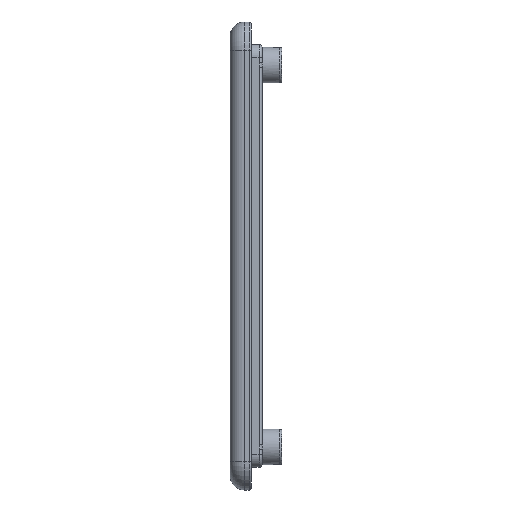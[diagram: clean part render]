
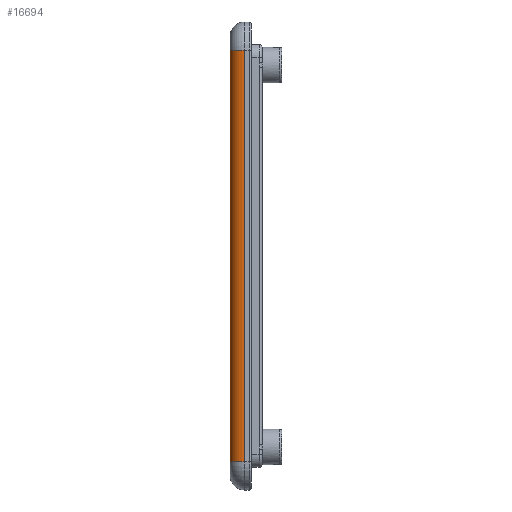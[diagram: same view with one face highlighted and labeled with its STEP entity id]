
A CAD part, left-side view. The second image highlights one B-rep face of the part: STEP entity #16694.
In plain terms, the highlighted cylindrical face has radius 2 mm (diameter 4 mm), a partial arc.
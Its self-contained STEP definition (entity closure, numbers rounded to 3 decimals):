
#467 = EDGE_CURVE ( 'NONE', #18315, #1128, #21823, .T. ) ;
#1128 = VERTEX_POINT ( 'NONE', #20716 ) ;
#1407 = EDGE_CURVE ( 'NONE', #20559, #3239, #21718, .T. ) ;
#2202 = ORIENTED_EDGE ( 'NONE', *, *, #1407, .F. ) ;
#3239 = VERTEX_POINT ( 'NONE', #8093 ) ;
#3933 = CIRCLE ( 'NONE', #15930, 2. ) ;
#4547 = CARTESIAN_POINT ( 'NONE',  ( -35.5, 16., -29. ) ) ;
#4648 = CARTESIAN_POINT ( 'NONE',  ( -33.5, 18., 29. ) ) ;
#4983 = CARTESIAN_POINT ( 'NONE',  ( -33.5, 16., -29. ) ) ;
#5433 = EDGE_CURVE ( 'NONE', #18315, #3239, #3933, .T. ) ;
#5923 = FACE_OUTER_BOUND ( 'NONE', #20437, .T. ) ;
#6244 = DIRECTION ( 'NONE',  ( 0., 0., 1. ) ) ;
#6908 = DIRECTION ( 'NONE',  ( 0., 0., -1. ) ) ;
#8093 = CARTESIAN_POINT ( 'NONE',  ( -35.5, 16., -29. ) ) ;
#8549 = DIRECTION ( 'NONE',  ( -1., 0., 0. ) ) ;
#9541 = CIRCLE ( 'NONE', #18725, 2. ) ;
#10295 = CARTESIAN_POINT ( 'NONE',  ( -33.5, 16., 29. ) ) ;
#12192 = DIRECTION ( 'NONE',  ( 0., 0., -1. ) ) ;
#12634 = DIRECTION ( 'NONE',  ( 0., 0., 1. ) ) ;
#13313 = ORIENTED_EDGE ( 'NONE', *, *, #21229, .F. ) ;
#14423 = VECTOR ( 'NONE', #12192, 1000. ) ;
#15930 = AXIS2_PLACEMENT_3D ( 'NONE', #4983, #12634, #20391 ) ;
#16298 = DIRECTION ( 'NONE',  ( 0., 0., 1. ) ) ;
#16694 = ADVANCED_FACE ( 'NONE', ( #5923 ), #22957, .T. ) ;
#18191 = CARTESIAN_POINT ( 'NONE',  ( -33.5, 18., -29. ) ) ;
#18315 = VERTEX_POINT ( 'NONE', #18191 ) ;
#18725 = AXIS2_PLACEMENT_3D ( 'NONE', #23402, #6244, #21149 ) ;
#19601 = AXIS2_PLACEMENT_3D ( 'NONE', #10295, #6908, #8549 ) ;
#19929 = CARTESIAN_POINT ( 'NONE',  ( -35.5, 16., 29. ) ) ;
#20391 = DIRECTION ( 'NONE',  ( 1., 0., 0. ) ) ;
#20437 = EDGE_LOOP ( 'NONE', ( #20476, #2202, #13313, #21036 ) ) ;
#20476 = ORIENTED_EDGE ( 'NONE', *, *, #5433, .T. ) ;
#20559 = VERTEX_POINT ( 'NONE', #19929 ) ;
#20716 = CARTESIAN_POINT ( 'NONE',  ( -33.5, 18., 29. ) ) ;
#21036 = ORIENTED_EDGE ( 'NONE', *, *, #467, .F. ) ;
#21149 = DIRECTION ( 'NONE',  ( 1., 0., 0. ) ) ;
#21229 = EDGE_CURVE ( 'NONE', #1128, #20559, #9541, .T. ) ;
#21718 = LINE ( 'NONE', #4547, #14423 ) ;
#21823 = LINE ( 'NONE', #4648, #22064 ) ;
#22064 = VECTOR ( 'NONE', #16298, 1000. ) ;
#22957 = CYLINDRICAL_SURFACE ( 'NONE', #19601, 2. ) ;
#23402 = CARTESIAN_POINT ( 'NONE',  ( -33.5, 16., 29. ) ) ;
